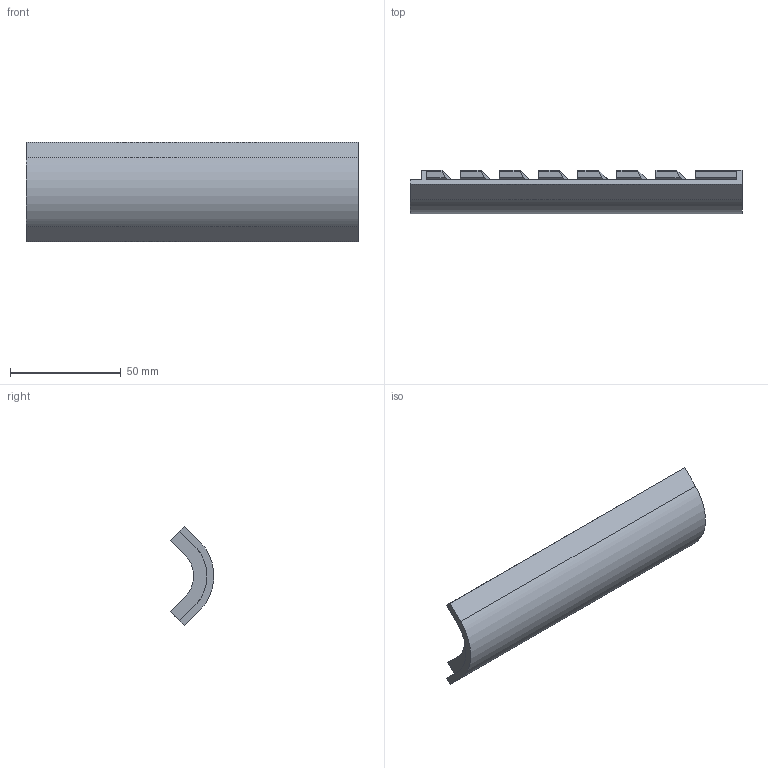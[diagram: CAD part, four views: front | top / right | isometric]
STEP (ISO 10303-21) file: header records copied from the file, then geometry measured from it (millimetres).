
FILE_DESCRIPTION(('FreeCAD Model'),'2;1');
FILE_NAME('pied.step' ,'2018-03-15T14:21:49',('Author'),(''), 'Open CASCADE STEP processor 6.8','FreeCAD','Unknown');
FILE_SCHEMA(('AUTOMOTIVE_DESIGN_CC2 { 1 2 10303 214 -1 1 5 4 }'));
Length unit declared in the file: millimetre
Products named in the file (1): Pocket001
Bounding box: 150 x 19.62 x 44.83 mm (x, y, z)
Volume: 47969.9 mm3; surface area: 24772.5 mm2
Topology: 1 solids, 2 shells, 180 faces, 499 edges, 323 vertices
Faces by surface type: plane 174, cylinder 6
Entity records: 13429 total; most frequent: CARTESIAN_POINT 3671, DIRECTION 1736, LINE 1246, VECTOR 1246, ORIENTED_EDGE 998, PCURVE 998, DEFINITIONAL_REPRESENTATION 998, EDGE_CURVE 499
